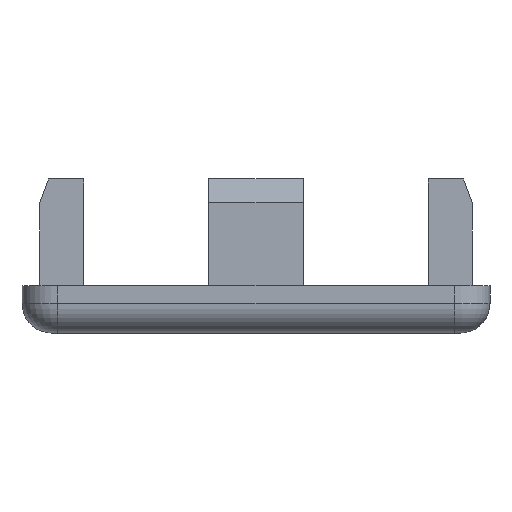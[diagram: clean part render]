
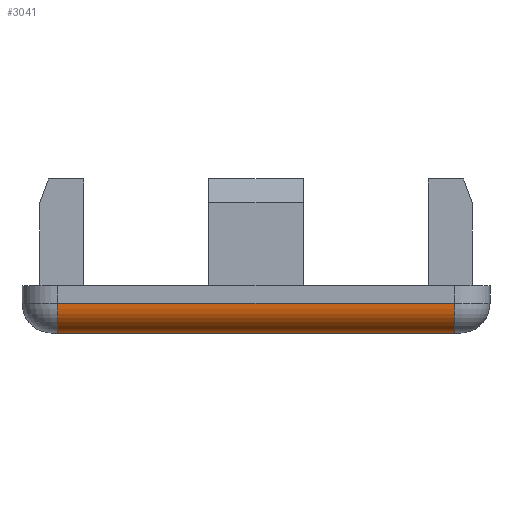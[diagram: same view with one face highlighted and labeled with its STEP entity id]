
A CAD part, left-side view. The second image highlights one B-rep face of the part: STEP entity #3041.
In plain terms, the highlighted cylindrical face has radius 2.5 mm (diameter 5 mm), a partial arc.
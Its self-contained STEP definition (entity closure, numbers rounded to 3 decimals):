
#189 = LINE ( 'NONE', #2558, #198 ) ;
#198 = VECTOR ( 'NONE', #2539, 1000. ) ;
#213 = LINE ( 'NONE', #2511, #215 ) ;
#215 = VECTOR ( 'NONE', #2510, 1000. ) ;
#277 = FACE_OUTER_BOUND ( 'NONE', #866, .T. ) ;
#280 = CYLINDRICAL_SURFACE ( 'NONE', #2066, 2.5 ) ;
#866 = EDGE_LOOP ( 'NONE', ( #2437, #2436, #2435, #2434 ) ) ;
#1446 = CARTESIAN_POINT ( 'NONE',  ( -20., -16.75, 2.5 ) ) ;
#1457 = CARTESIAN_POINT ( 'NONE',  ( -20., 16.75, 2.5 ) ) ;
#1524 = CARTESIAN_POINT ( 'NONE',  ( -17.5, 16.75, 0. ) ) ;
#1525 = CARTESIAN_POINT ( 'NONE',  ( -17.5, -16.75, 0. ) ) ;
#1588 = EDGE_CURVE ( 'NONE', #3386, #3439, #2996, .T. ) ;
#1589 = EDGE_CURVE ( 'NONE', #3440, #3383, #3077, .T. ) ;
#1678 = AXIS2_PLACEMENT_3D ( 'NONE', #4111, #4108, #4107 ) ;
#1679 = AXIS2_PLACEMENT_3D ( 'NONE', #4106, #4105, #4104 ) ;
#2066 = AXIS2_PLACEMENT_3D ( 'NONE', #3892, #3897, #3896 ) ;
#2434 = ORIENTED_EDGE ( 'NONE', *, *, #2716, .F. ) ;
#2435 = ORIENTED_EDGE ( 'NONE', *, *, #1588, .F. ) ;
#2436 = ORIENTED_EDGE ( 'NONE', *, *, #2726, .F. ) ;
#2437 = ORIENTED_EDGE ( 'NONE', *, *, #1589, .F. ) ;
#2510 = DIRECTION ( 'NONE',  ( 0., 1., 0. ) ) ;
#2511 = CARTESIAN_POINT ( 'NONE',  ( -17.5, 16.75, 0. ) ) ;
#2539 = DIRECTION ( 'NONE',  ( 0., -1., 0. ) ) ;
#2558 = CARTESIAN_POINT ( 'NONE',  ( -20., -16.75, 2.5 ) ) ;
#2716 = EDGE_CURVE ( 'NONE', #3383, #3386, #189, .T. ) ;
#2726 = EDGE_CURVE ( 'NONE', #3439, #3440, #213, .T. ) ;
#2996 = CIRCLE ( 'NONE', #1678, 2.5 ) ;
#3041 = ADVANCED_FACE ( 'NONE', ( #277 ), #280, .T. ) ;
#3077 = CIRCLE ( 'NONE', #1679, 2.5 ) ;
#3383 = VERTEX_POINT ( 'NONE', #1457 ) ;
#3386 = VERTEX_POINT ( 'NONE', #1446 ) ;
#3439 = VERTEX_POINT ( 'NONE', #1525 ) ;
#3440 = VERTEX_POINT ( 'NONE', #1524 ) ;
#3892 = CARTESIAN_POINT ( 'NONE',  ( -17.5, 19.75, 2.5 ) ) ;
#3896 = DIRECTION ( 'NONE',  ( 0., 0., 1. ) ) ;
#3897 = DIRECTION ( 'NONE',  ( 0., 1., 0. ) ) ;
#4104 = DIRECTION ( 'NONE',  ( 0., 0., 1. ) ) ;
#4105 = DIRECTION ( 'NONE',  ( 0., 1., 0. ) ) ;
#4106 = CARTESIAN_POINT ( 'NONE',  ( -17.5, 16.75, 2.5 ) ) ;
#4107 = DIRECTION ( 'NONE',  ( 0., 0., -1. ) ) ;
#4108 = DIRECTION ( 'NONE',  ( 0., -1., 0. ) ) ;
#4111 = CARTESIAN_POINT ( 'NONE',  ( -17.5, -16.75, 2.5 ) ) ;
